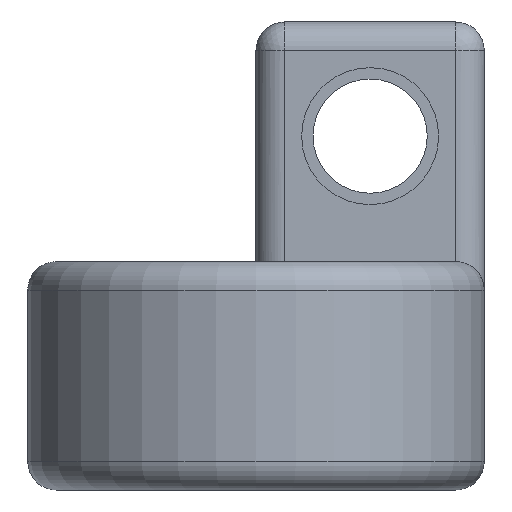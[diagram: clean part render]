
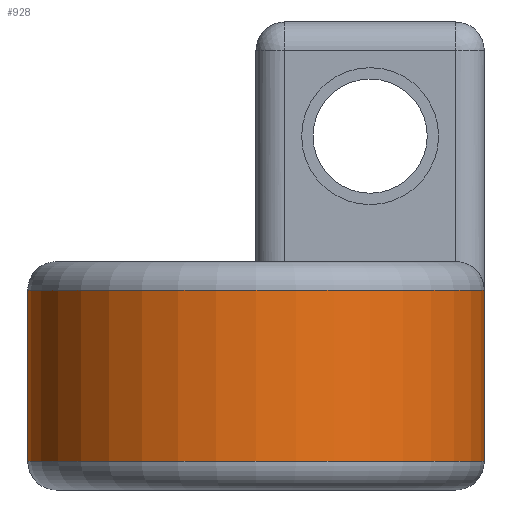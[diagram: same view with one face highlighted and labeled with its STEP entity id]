
A CAD part, front view. The second image highlights one B-rep face of the part: STEP entity #928.
In plain terms, the highlighted cylindrical face has radius 4 mm (diameter 8 mm), a partial arc.
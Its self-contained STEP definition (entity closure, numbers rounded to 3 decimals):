
#69=LINE('',#1486,#142);
#95=LINE('',#1588,#168);
#142=VECTOR('',#1186,10.);
#168=VECTOR('',#1308,10.);
#215=CYLINDRICAL_SURFACE('',#1062,4.);
#264=FACE_OUTER_BOUND('',#326,.T.);
#326=EDGE_LOOP('',(#801,#802,#803,#804));
#362=CIRCLE('',#994,4.);
#388=CIRCLE('',#1044,4.);
#419=VERTEX_POINT('',#1442);
#421=VERTEX_POINT('',#1448);
#431=VERTEX_POINT('',#1484);
#456=VERTEX_POINT('',#1565);
#507=EDGE_CURVE('',#419,#421,#362,.T.);
#525=EDGE_CURVE('',#419,#431,#69,.T.);
#565=EDGE_CURVE('',#456,#431,#388,.T.);
#577=EDGE_CURVE('',#456,#421,#95,.T.);
#801=ORIENTED_EDGE('',*,*,#507,.F.);
#802=ORIENTED_EDGE('',*,*,#525,.T.);
#803=ORIENTED_EDGE('',*,*,#565,.F.);
#804=ORIENTED_EDGE('',*,*,#577,.T.);
#928=ADVANCED_FACE('',(#264),#215,.T.);
#994=AXIS2_PLACEMENT_3D('',#1452,#1149,#1150);
#1044=AXIS2_PLACEMENT_3D('',#1567,#1280,#1281);
#1062=AXIS2_PLACEMENT_3D('',#1612,#1332,#1333);
#1149=DIRECTION('center_axis',(0.,0.,1.));
#1150=DIRECTION('ref_axis',(0.,-1.,0.));
#1186=DIRECTION('',(0.,0.,-1.));
#1280=DIRECTION('center_axis',(0.,0.,-1.));
#1281=DIRECTION('ref_axis',(0.,-1.,0.));
#1308=DIRECTION('',(0.,0.,1.));
#1332=DIRECTION('center_axis',(0.,0.,1.));
#1333=DIRECTION('ref_axis',(-0.707,-0.707,0.));
#1442=CARTESIAN_POINT('',(-8.,40.,3.5));
#1448=CARTESIAN_POINT('',(0.,40.,3.5));
#1452=CARTESIAN_POINT('Origin',(-4.,40.,3.5));
#1484=CARTESIAN_POINT('',(-8.,40.,0.5));
#1486=CARTESIAN_POINT('',(-8.,40.,0.));
#1565=CARTESIAN_POINT('',(0.,40.,0.5));
#1567=CARTESIAN_POINT('Origin',(-4.,40.,0.5));
#1588=CARTESIAN_POINT('',(0.,40.,0.));
#1612=CARTESIAN_POINT('Origin',(-4.,40.,0.));
